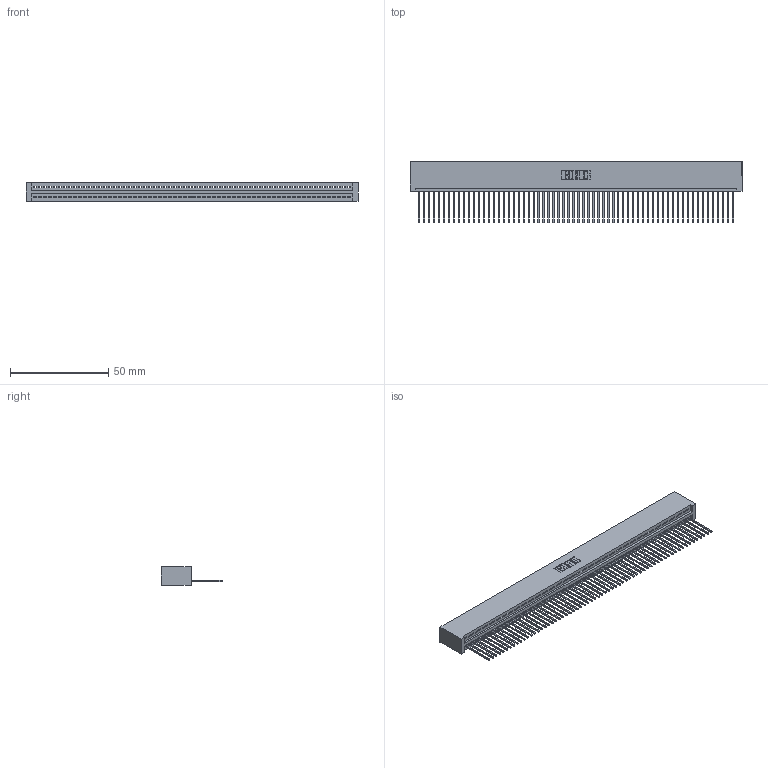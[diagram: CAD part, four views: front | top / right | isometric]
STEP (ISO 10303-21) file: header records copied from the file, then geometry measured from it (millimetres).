
FILE_DESCRIPTION (( 'STEP AP203' ), '1' );
FILE_NAME ('395-064-542-101.STEP', '2018-11-24T16:04:32', ( '' ), ( '' ), 'SwSTEP 2.0', 'SolidWorks 2016', '' );
FILE_SCHEMA (( 'CONFIG_CONTROL_DESIGN' ));
Length unit declared in the file: inch
Products named in the file (3): 345 Part_No Mounting Lugs; 395-064-542-101; 345-292-001_345-293-142
Assembly tree (65 placements, depth 2):
  395-064-542-101
    345 Part_No Mounting Lugs
    345-292-001_345-293-142  x64
Bounding box: 169.16 x 31.29 x 9.4 mm (x, y, z)
Volume: 16974.3 mm3; surface area: 23947 mm2
Topology: 65 solids, 65 shells, 3830 faces, 11581 edges, 7634 vertices
Faces by surface type: plane 2636, cylinder 1194
Entity records: 44947 total; most frequent: CARTESIAN_POINT 7792, ORIENTED_EDGE 7790, DIRECTION 6767, EDGE_CURVE 3895, LINE 3515, VECTOR 3515, VERTEX_POINT 2594, AXIS2_PLACEMENT_3D 1626
